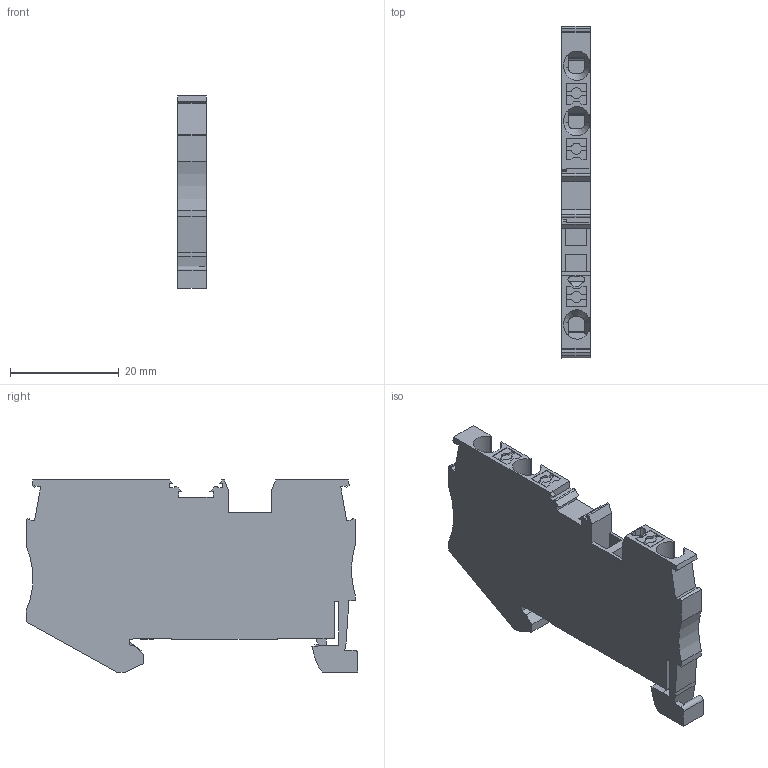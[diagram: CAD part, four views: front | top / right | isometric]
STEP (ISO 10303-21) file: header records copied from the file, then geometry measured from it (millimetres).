
FILE_DESCRIPTION(('Creo Elements/Direct Modeling STEP Export'),'2;1');
FILE_NAME('model.stp','2017-10-10T16:06:18',(''),(''),'Creo Elements/Direct Modeling STEP processor for AP214 (Solid Model)','Creo Elements/Direct Modeling 18.1I 14-Aug-2016 (C) Parametric Technology GmbH','');
FILE_SCHEMA(('AUTOMOTIVE_DESIGN { 1 0 10303 214 1 1 1 1 }'));
Length unit declared in the file: millimetre
Products named in the file (2): PT_2.5-TWIN-PE-SELECT
Assembly tree (1 placements, depth 2):
  PT_2.5-TWIN-PE-SELECT
    PT_2.5-TWIN-PE-SELECT
Bounding box: 5.15 x 60.9 x 35.25 mm (x, y, z)
Volume: 7775.6 mm3; surface area: 5748.1 mm2
Topology: 1 solids, 1 shells, 237 faces, 686 edges, 455 vertices
Faces by surface type: plane 195, cylinder 28, torus 6, extrusion 5, cone 3
Entity records: 10918 total; most frequent: CARTESIAN_POINT 2755, ORIENTED_EDGE 1372, DIRECTION 1170, EDGE_CURVE 686, VECTOR 574, LINE 569, VERTEX_POINT 455, AXIS2_PLACEMENT_3D 298
